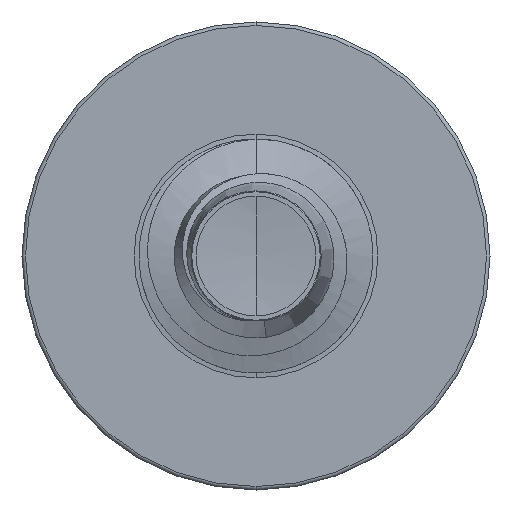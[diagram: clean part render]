
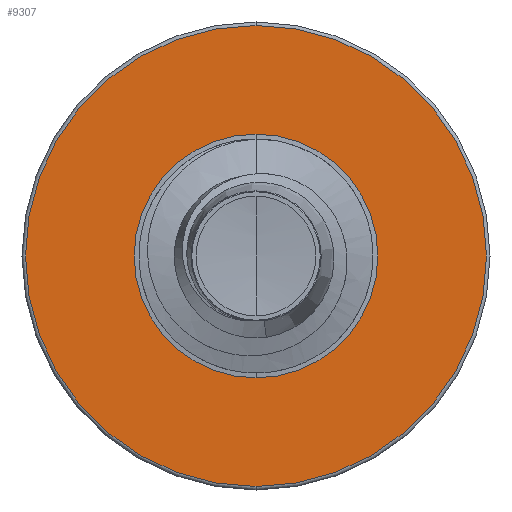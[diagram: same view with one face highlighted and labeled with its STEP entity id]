
A CAD part, front view. The second image highlights one B-rep face of the part: STEP entity #9307.
In plain terms, the highlighted planar face has unit normal (0, -1, 0).
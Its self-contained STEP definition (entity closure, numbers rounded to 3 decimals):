
#121 = EDGE_CURVE ( 'NONE', #8630, #6069, #7998, .T. ) ;
#270 = AXIS2_PLACEMENT_3D ( 'NONE', #7114, #7100, #7086 ) ;
#486 = AXIS2_PLACEMENT_3D ( 'NONE', #7102, #7101, #7087 ) ;
#1248 = CIRCLE ( 'NONE', #5751, 1.562 ) ;
#1737 = CARTESIAN_POINT ( 'NONE',  ( 0., 3.5, 2.955 ) ) ;
#1756 = EDGE_CURVE ( 'NONE', #7093, #7850, #7132, .T. ) ;
#2800 = DIRECTION ( 'NONE',  ( 0., 0., 1. ) ) ;
#2816 = CARTESIAN_POINT ( 'NONE',  ( 0., 3.5, -1.562 ) ) ;
#2909 = PLANE ( 'NONE',  #4294 ) ;
#3041 = DIRECTION ( 'NONE',  ( 0., 1., 0. ) ) ;
#3854 = EDGE_LOOP ( 'NONE', ( #9739, #8442 ) ) ;
#3913 = DIRECTION ( 'NONE',  ( 0., 0., 1. ) ) ;
#4193 = CARTESIAN_POINT ( 'NONE',  ( 0., 3.5, 1.562 ) ) ;
#4263 = DIRECTION ( 'NONE',  ( 0., 1., 0. ) ) ;
#4276 = CARTESIAN_POINT ( 'NONE',  ( 0., 3.5, 0. ) ) ;
#4294 = AXIS2_PLACEMENT_3D ( 'NONE', #2816, #3041, #2800 ) ;
#4432 = CARTESIAN_POINT ( 'NONE',  ( 0., 3.5, -1.562 ) ) ;
#4642 = ORIENTED_EDGE ( 'NONE', *, *, #5428, .T. ) ;
#5246 = CIRCLE ( 'NONE', #486, 2.955 ) ;
#5428 = EDGE_CURVE ( 'NONE', #7850, #7093, #1248, .T. ) ;
#5444 = CARTESIAN_POINT ( 'NONE',  ( 0., 3.5, -2.955 ) ) ;
#5751 = AXIS2_PLACEMENT_3D ( 'NONE', #7839, #9563, #9023 ) ;
#5808 = AXIS2_PLACEMENT_3D ( 'NONE', #4276, #4263, #3913 ) ;
#6069 = VERTEX_POINT ( 'NONE', #1737 ) ;
#6827 = ORIENTED_EDGE ( 'NONE', *, *, #1756, .T. ) ;
#7086 = DIRECTION ( 'NONE',  ( 0., 0., 1. ) ) ;
#7087 = DIRECTION ( 'NONE',  ( 0., 0., 1. ) ) ;
#7093 = VERTEX_POINT ( 'NONE', #4193 ) ;
#7100 = DIRECTION ( 'NONE',  ( 0., 1., 0. ) ) ;
#7101 = DIRECTION ( 'NONE',  ( 0., 1., 0. ) ) ;
#7102 = CARTESIAN_POINT ( 'NONE',  ( 0., 3.5, 0. ) ) ;
#7114 = CARTESIAN_POINT ( 'NONE',  ( 0., 3.5, 0. ) ) ;
#7132 = CIRCLE ( 'NONE', #270, 1.562 ) ;
#7313 = FACE_OUTER_BOUND ( 'NONE', #3854, .T. ) ;
#7839 = CARTESIAN_POINT ( 'NONE',  ( 0., 3.5, 0. ) ) ;
#7840 = EDGE_LOOP ( 'NONE', ( #6827, #4642 ) ) ;
#7850 = VERTEX_POINT ( 'NONE', #4432 ) ;
#7959 = EDGE_CURVE ( 'NONE', #6069, #8630, #5246, .T. ) ;
#7998 = CIRCLE ( 'NONE', #5808, 2.955 ) ;
#8442 = ORIENTED_EDGE ( 'NONE', *, *, #121, .F. ) ;
#8630 = VERTEX_POINT ( 'NONE', #5444 ) ;
#8997 = FACE_BOUND ( 'NONE', #7840, .T. ) ;
#9023 = DIRECTION ( 'NONE',  ( 0., 0., 1. ) ) ;
#9307 = ADVANCED_FACE ( 'NONE', ( #7313, #8997 ), #2909, .F. ) ;
#9563 = DIRECTION ( 'NONE',  ( 0., 1., 0. ) ) ;
#9739 = ORIENTED_EDGE ( 'NONE', *, *, #7959, .F. ) ;
